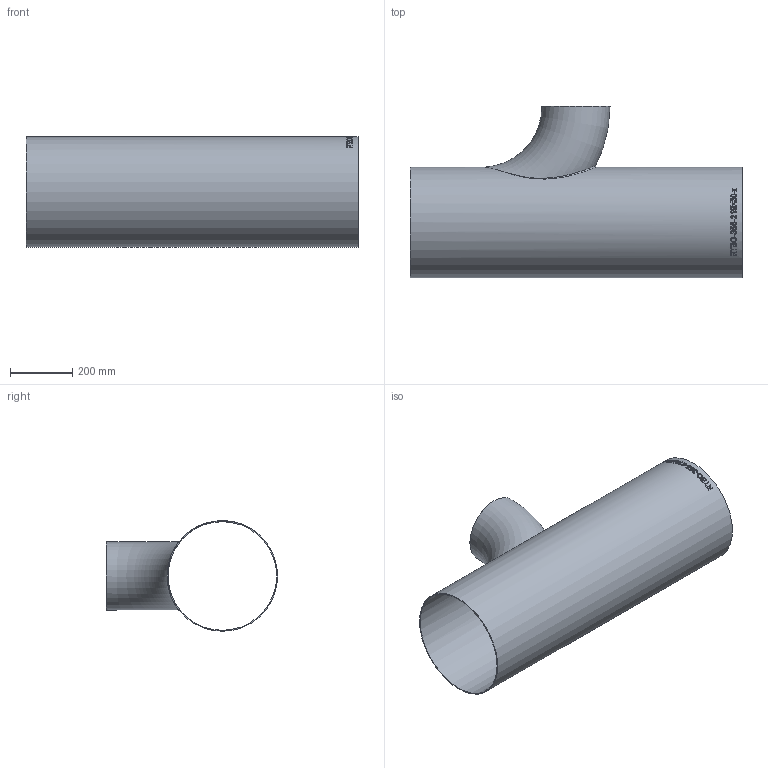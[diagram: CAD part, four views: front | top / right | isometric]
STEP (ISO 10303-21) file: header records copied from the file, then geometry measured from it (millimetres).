
FILE_DESCRIPTION (( 'STEP AP214' ), '1' );
FILE_NAME ('RTBO-355-219X30-x T-Bogen reduziert 2005.STEP', '2020-05-26T07:56:36', ( '' ), ( '' ), 'SwSTEP 2.0', 'SolidWorks 2019', '' );
FILE_SCHEMA (( 'AUTOMOTIVE_DESIGN' ));
Length unit declared in the file: millimetre
Products named in the file (1): RTBO-355-219X30-x T-Bogen reduziert 2005
Bounding box: 1068 x 551.05 x 355.6 mm (x, y, z)
Volume: 3839155.3 mm3; surface area: 2601890.5 mm2
Topology: 1 solids, 1 shells, 239 faces, 640 edges, 427 vertices
Faces by surface type: bspline 149, plane 63, cylinder 25, torus 2
Full cylindrical faces by diameter (mm): 349.6 x1, 355.6 x1
Entity records: 50857 total; most frequent: CARTESIAN_POINT 43696, ORIENTED_EDGE 1262, EDGE_CURVE 631, B_SPLINE_CURVE_WITH_KNOTS 464, DIRECTION 431, VERTEX_POINT 424, EDGE_LOOP 273, FACE_OUTER_BOUND 245
